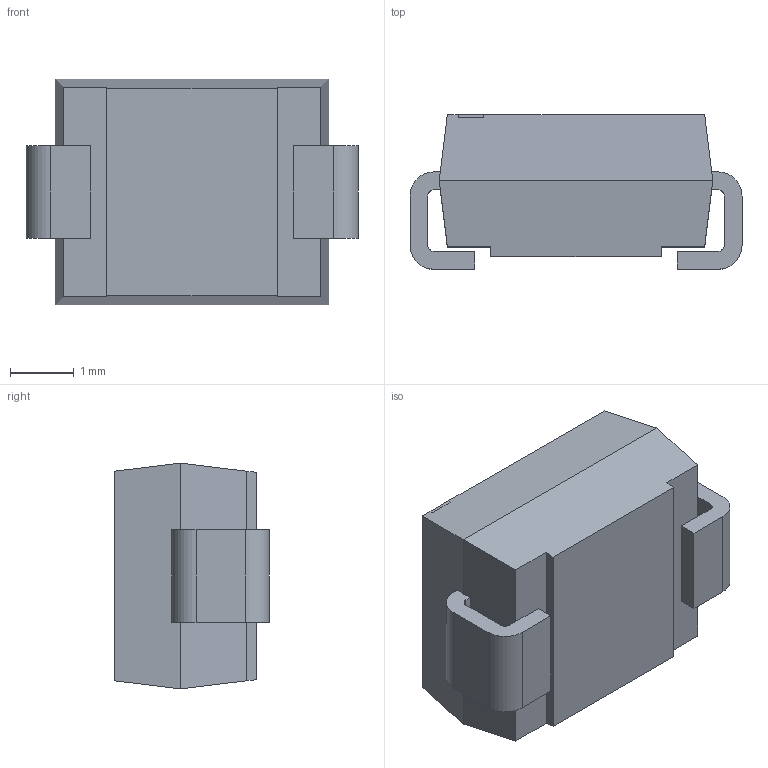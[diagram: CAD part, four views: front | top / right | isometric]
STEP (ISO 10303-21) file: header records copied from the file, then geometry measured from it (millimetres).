
FILE_DESCRIPTION (( 'STEP AP214' ), '1' );
FILE_NAME ('SMAJ12A.STEP', '2023-12-14T05:02:04', ( '' ), ( '' ), 'SwSTEP 2.0', 'SolidWorks 2021', '' );
FILE_SCHEMA (( 'AUTOMOTIVE_DESIGN' ));
Length unit declared in the file: millimetre
Products named in the file (1): SMAJ12A
Bounding box: 5.22 x 2.43 x 3.55 mm (x, y, z)
Volume: 32.8 mm3; surface area: 80.8 mm2
Topology: 4 solids, 4 shells, 56 faces, 136 edges, 88 vertices
Faces by surface type: plane 48, cylinder 8
Entity records: 1673 total; most frequent: CARTESIAN_POINT 281, ORIENTED_EDGE 272, DIRECTION 266, EDGE_CURVE 136, LINE 120, VECTOR 120, VERTEX_POINT 88, AXIS2_PLACEMENT_3D 73
